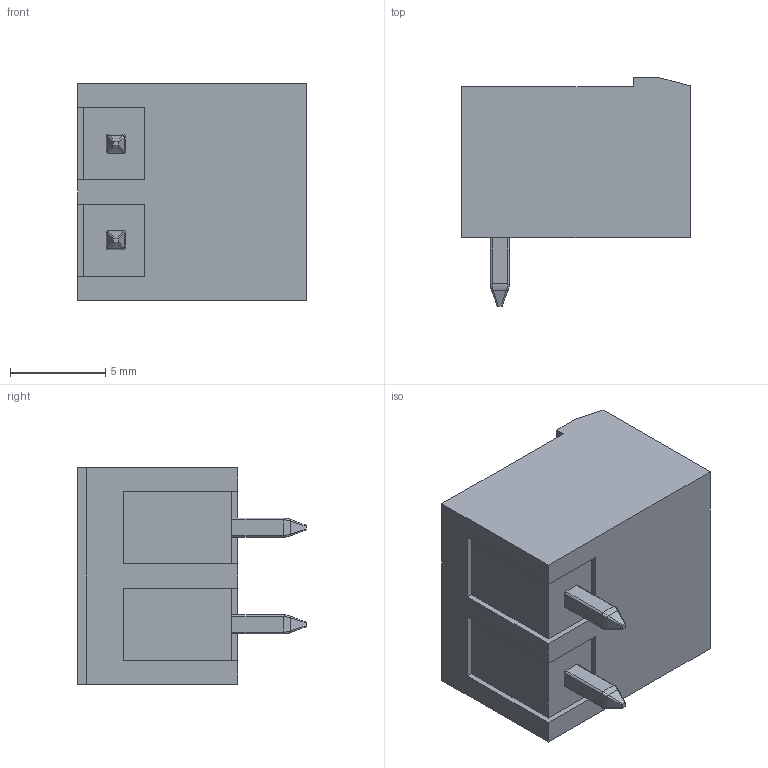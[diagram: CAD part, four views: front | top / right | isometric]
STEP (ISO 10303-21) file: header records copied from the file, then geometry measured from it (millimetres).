
FILE_DESCRIPTION((''),'2;1');
FILE_NAME('11676.1_STL950_2_508_H_G.stp','2012-12-11T14:10:12',('svogel'),(''),'Autodesk Inventor 2011','Autodesk Inventor 2011','');
FILE_SCHEMA(('AUTOMOTIVE_DESIGN { 1 0 10303 214 1 1 1 1 }'));
Length unit declared in the file: millimetre
Products named in the file (1): 11676.1_STL950_2_508_H_G
Bounding box: 12 x 11.97 x 11.36 mm (x, y, z)
Volume: 513.4 mm3; surface area: 1146.9 mm2
Topology: 1 solids, 1 shells, 247 faces, 649 edges, 408 vertices
Faces by surface type: plane 111, cylinder 68, bspline 56, cone 8, torus 4
Full cylindrical faces by diameter (mm): 2.8 x2
Entity records: 19407 total; most frequent: CARTESIAN_POINT 13608, ORIENTED_EDGE 1286, DIRECTION 1073, EDGE_CURVE 643, VERTEX_POINT 406, AXIS2_PLACEMENT_3D 366, VECTOR 341, LINE 341
